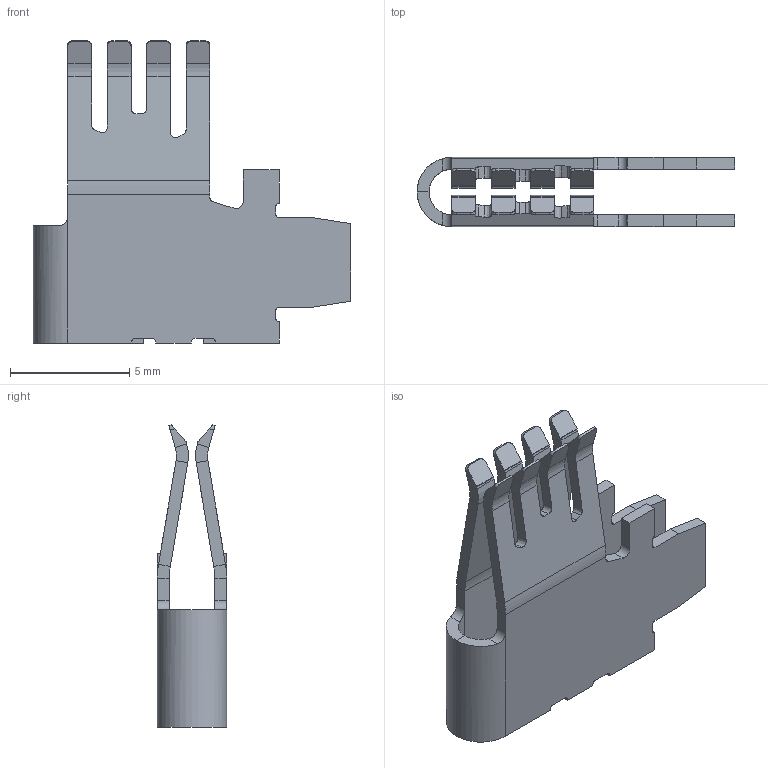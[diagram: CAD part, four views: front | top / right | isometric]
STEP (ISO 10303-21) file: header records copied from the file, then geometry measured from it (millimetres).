
FILE_DESCRIPTION((''),'2;1');
FILE_NAME('C-2388378-5','2022-06-02T01:58:53',('workeradm'),('TE Connectivity Ltd.'),'CREO PARAMETRIC BY PTC INC, 2021072','CREO PARAMETRIC BY PTC INC, 2021072','');
FILE_SCHEMA(('AUTOMOTIVE_DESIGN { 1 0 10303 214 1 1 1 1 }'));
Length unit declared in the file: millimetre
Products named in the file (1): C-2388378-5
Bounding box: 13.3 x 2.9 x 12.64 mm (x, y, z)
Volume: 104.4 mm3; surface area: 491.8 mm2
Topology: 1 solids, 1 shells, 222 faces, 572 edges, 352 vertices
Faces by surface type: plane 144, cylinder 66, bspline 12
Entity records: 7236 total; most frequent: CARTESIAN_POINT 1724, ORIENTED_EDGE 1144, DIRECTION 1064, EDGE_CURVE 572, VECTOR 412, LINE 412, VERTEX_POINT 352, AXIS2_PLACEMENT_3D 326
